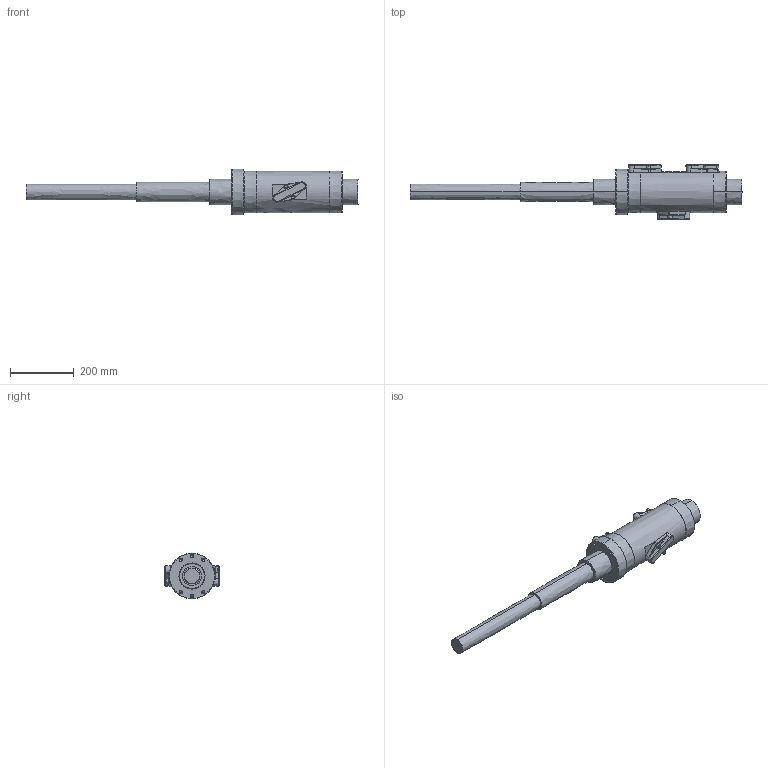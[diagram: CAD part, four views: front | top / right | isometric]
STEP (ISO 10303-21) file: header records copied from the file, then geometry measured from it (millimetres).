
FILE_DESCRIPTION((''),'2;1');
FILE_NAME('00_HSP8020FN_ASM','2022-07-13T15:56:22',('10019049'),(''),'CREO PARAMETRIC BY PTC INC, 2019080','CREO PARAMETRIC BY PTC INC, 2019080','');
FILE_SCHEMA(('CONFIG_CONTROL_DESIGN'));
Length unit declared in the file: millimetre
Products named in the file (6): NUT_HSP8020FN; SHAFT_HSP8020FN; LOCKER_HSP8020FN; __8_0001; _M820_0001; 00_HSP8020FN_ASM
Assembly tree (17 placements, depth 2):
  00_HSP8020FN_ASM
    NUT_HSP8020FN
    SHAFT_HSP8020FN
    LOCKER_HSP8020FN  x3
    __8_0001  x6
    _M820_0001  x6
Bounding box: 1040 x 171 x 143 mm (x, y, z)
Surface area: 534676.6 mm2 (no closed solid volume)
Topology: 0 solids, 0 shells, 417 faces, 1906 edges, 1870 vertices
Faces by surface type: bspline 392, torus 25
Entity records: 20558 total; most frequent: CARTESIAN_POINT 12205, DIRECTION 1379, TRIMMED_CURVE 1136, VECTOR 949, LINE 949, DEFINITIONAL_REPRESENTATION 862, PCURVE 862, COMPOSITE_CURVE_SEGMENT 862
